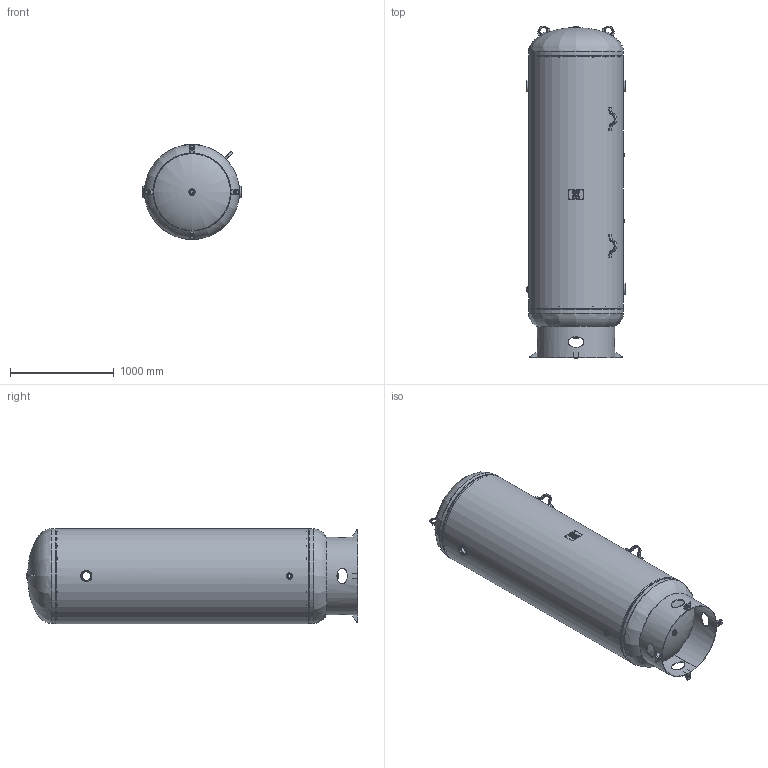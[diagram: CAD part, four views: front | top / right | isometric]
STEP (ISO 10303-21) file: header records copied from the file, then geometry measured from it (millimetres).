
FILE_DESCRIPTION(/* description */ ('36 X 117 165# VERT ASME STOCK 500 GAL'),/* implementation_level */ '2;1');
FILE_NAME(/* name */ 'SPVG_A10129.stp',/* time_stamp */ '2020-03-07T09:50:39-06:00',/* author */ ('kim.thoune'),/* organization */ ('STEEL FAB IF WE MAKE IT, VENDOR IF WE DON''T'),/* preprocessor_version */ 'ST-DEVELOPER v16.5',/* originating_system */ 'Autodesk Inventor 2017',/* authorisation */ 'CHECKERS BOSS');
FILE_SCHEMA (('AUTOMOTIVE_DESIGN { 1 0 10303 214 3 1 1 }'));
Length unit declared in the file: inch
Products named in the file (17): A10129; 37-2189; 37-2078; A10129-2HD; A10129-3HD; 910-591; F101000; F100500; F100250; 60-140; 64-053; S102192; S102192-1; S101519-P; F103001; 67-8548; 64-784
Assembly tree (26 placements, depth 3):
  A10129
    37-2189
      37-2078
    A10129-2HD
      910-591
    A10129-3HD
      910-591
    F101000  x3
    F100500
    F100250
    60-140
      64-053
    S102192
      S102192-1
      S101519-P  x4
    F103001  x3
    67-8548  x2
    64-784  x2
Bounding box: 952.5 x 3197.66 x 916.17 mm (x, y, z)
Volume: 45954845 mm3; surface area: 19841138.7 mm2
Topology: 21 solids, 21 shells, 511 faces, 1304 edges, 858 vertices
Faces by surface type: plane 276, cylinder 107, bspline 72, torus 45, cone 11
Full cylindrical faces by diameter (mm): 6.35 x4, 11.455 x1, 12.7 x2, 18.644 x1, 26.194 x1, 26.987 x1, 30.302 x3, 30.956 x1, 43.256 x3, 44.45 x3, 46.037 x1, 60.325 x3, 82.55 x3, 96.837 x3, 98.425 x3, 107.95 x3, 739.8 x1, 749.3 x1, 896.252 x2, 905.205 x2, 905.447 x2, 905.459 x1, 914.4 x2, 914.959 x1
Entity records: 13543 total; most frequent: CARTESIAN_POINT 4808, ORIENTED_EDGE 1696, DIRECTION 1590, EDGE_CURVE 848, VERTEX_POINT 593, LINE 534, VECTOR 534, AXIS2_PLACEMENT_3D 528
